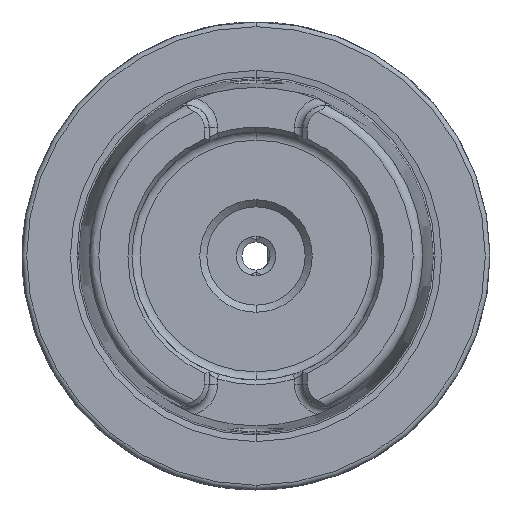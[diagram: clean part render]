
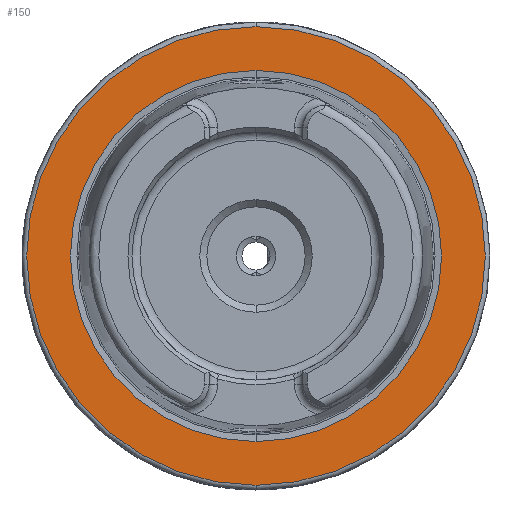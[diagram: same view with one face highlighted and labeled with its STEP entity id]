
A CAD part, left-side view. The second image highlights one B-rep face of the part: STEP entity #150.
In plain terms, the highlighted planar face has unit normal (-1, 0, 0).
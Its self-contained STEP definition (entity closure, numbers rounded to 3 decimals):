
#150 = ADVANCED_FACE ( 'NONE', ( #2544, #4158 ), #1481, .T. ) ;
#1195 = EDGE_LOOP ( 'NONE', ( #4118, #7099 ) ) ;
#1351 = EDGE_CURVE ( 'NONE', #8982, #1719, #8418, .T. ) ;
#1481 = PLANE ( 'NONE',  #1774 ) ;
#1522 = DIRECTION ( 'NONE',  ( 0., 0., 1. ) ) ;
#1719 = VERTEX_POINT ( 'NONE', #9118 ) ;
#1774 = AXIS2_PLACEMENT_3D ( 'NONE', #10845, #5798, #1522 ) ;
#1950 = VERTEX_POINT ( 'NONE', #7869 ) ;
#2093 = EDGE_LOOP ( 'NONE', ( #9277, #8630 ) ) ;
#2128 = CARTESIAN_POINT ( 'NONE',  ( 0., 0., 0. ) ) ;
#2406 = DIRECTION ( 'NONE',  ( 0., 0., -1. ) ) ;
#2544 = FACE_BOUND ( 'NONE', #2093, .T. ) ;
#2583 = AXIS2_PLACEMENT_3D ( 'NONE', #4494, #6430, #8893 ) ;
#2638 = DIRECTION ( 'NONE',  ( 0., 0., -1. ) ) ;
#3129 = CARTESIAN_POINT ( 'NONE',  ( 0., 0., 0. ) ) ;
#3247 = DIRECTION ( 'NONE',  ( 0., 0., -1. ) ) ;
#4090 = CIRCLE ( 'NONE', #8089, 49. ) ;
#4118 = ORIENTED_EDGE ( 'NONE', *, *, #8831, .F. ) ;
#4158 = FACE_OUTER_BOUND ( 'NONE', #1195, .T. ) ;
#4494 = CARTESIAN_POINT ( 'NONE',  ( 0., 0., 0. ) ) ;
#4610 = EDGE_CURVE ( 'NONE', #1950, #5039, #4090, .T. ) ;
#4624 = DIRECTION ( 'NONE',  ( 1., 0., 0. ) ) ;
#5039 = VERTEX_POINT ( 'NONE', #7394 ) ;
#5105 = CARTESIAN_POINT ( 'NONE',  ( 0., 0., 0. ) ) ;
#5573 = EDGE_CURVE ( 'NONE', #1719, #8982, #9072, .T. ) ;
#5798 = DIRECTION ( 'NONE',  ( -1., 0., 0. ) ) ;
#6430 = DIRECTION ( 'NONE',  ( 1., 0., 0. ) ) ;
#7099 = ORIENTED_EDGE ( 'NONE', *, *, #4610, .F. ) ;
#7131 = CARTESIAN_POINT ( 'NONE',  ( 0., 0., 39.647 ) ) ;
#7286 = DIRECTION ( 'NONE',  ( 1., 0., 0. ) ) ;
#7394 = CARTESIAN_POINT ( 'NONE',  ( 0., 0., -49. ) ) ;
#7869 = CARTESIAN_POINT ( 'NONE',  ( 0., 0., 49. ) ) ;
#7943 = AXIS2_PLACEMENT_3D ( 'NONE', #5105, #7286, #2638 ) ;
#8077 = CIRCLE ( 'NONE', #2583, 49. ) ;
#8089 = AXIS2_PLACEMENT_3D ( 'NONE', #2128, #4624, #2406 ) ;
#8198 = DIRECTION ( 'NONE',  ( 1., 0., 0. ) ) ;
#8418 = CIRCLE ( 'NONE', #7943, 39.647 ) ;
#8630 = ORIENTED_EDGE ( 'NONE', *, *, #5573, .T. ) ;
#8831 = EDGE_CURVE ( 'NONE', #5039, #1950, #8077, .T. ) ;
#8893 = DIRECTION ( 'NONE',  ( 0., 0., -1. ) ) ;
#8982 = VERTEX_POINT ( 'NONE', #7131 ) ;
#9072 = CIRCLE ( 'NONE', #10162, 39.647 ) ;
#9118 = CARTESIAN_POINT ( 'NONE',  ( 0., 0., -39.647 ) ) ;
#9277 = ORIENTED_EDGE ( 'NONE', *, *, #1351, .T. ) ;
#10162 = AXIS2_PLACEMENT_3D ( 'NONE', #3129, #8198, #3247 ) ;
#10845 = CARTESIAN_POINT ( 'NONE',  ( 0., 39.647, 0. ) ) ;
